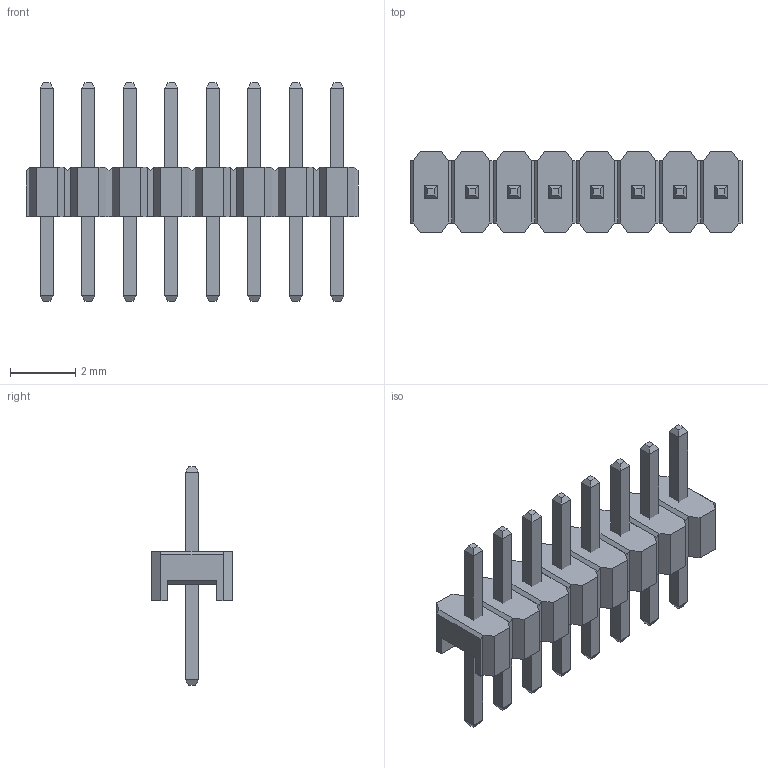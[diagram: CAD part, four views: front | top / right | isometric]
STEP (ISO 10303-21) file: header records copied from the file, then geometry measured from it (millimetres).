
FILE_DESCRIPTION(('STEP AP214'), '1');
FILE_NAME('DS1031-01-1x5P8BV2-1', '2016-09-10T13:18:07', ('Nobody'), (''), 'ASCON STEP Converter 1.3', 'ASCON Math Kernel', '');
FILE_SCHEMA(('AUTOMOTIVE_DESIGN { 1 0 10303 214 3 1 1}'));
Length unit declared in the file: millimetre
Bounding box: 10.16 x 2.5 x 6.7 mm (x, y, z)
Volume: 35.6 mm3; surface area: 186.6 mm2
Topology: 9 solids, 9 shells, 232 faces, 546 edges, 332 vertices
Faces by surface type: plane 232
Entity records: 8330 total; most frequent: CARTESIAN_POINT 1111, ORIENTED_EDGE 1092, DIRECTION 1012, EDGE_CURVE 546, LINE 546, VECTOR 546, VERTEX_POINT 332, COLOUR_RGB 241
